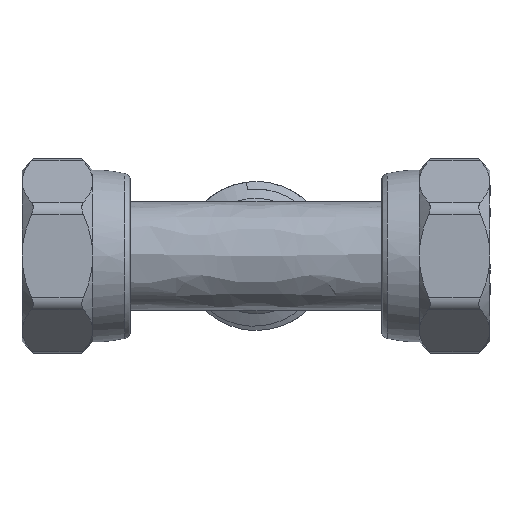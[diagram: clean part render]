
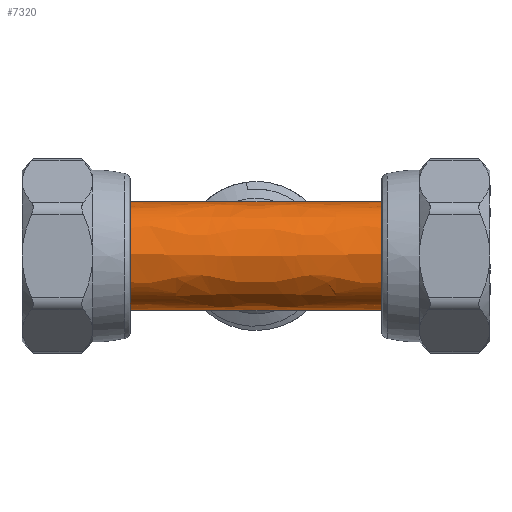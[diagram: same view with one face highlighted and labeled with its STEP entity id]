
A CAD part, front view. The second image highlights one B-rep face of the part: STEP entity #7320.
In plain terms, the highlighted free-form (B-spline) face has degree [2, 1] with [5, 2] control points.
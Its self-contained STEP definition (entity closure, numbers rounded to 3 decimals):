
#6531 = VERTEX_POINT('',#6532);
#6532 = CARTESIAN_POINT('',(-26.783,0.,
    9.066));
#6533 = VERTEX_POINT('',#6534);
#6534 = CARTESIAN_POINT('',(-26.783,0.,-9.066));
#6542 = EDGE_CURVE('',#6531,#6543,#6545,.T.);
#6543 = VERTEX_POINT('',#6544);
#6544 = CARTESIAN_POINT('',(0.,0.,9.066));
#6545 = B_SPLINE_CURVE_WITH_KNOTS('',1,(#6546,#6547),.UNSPECIFIED.,.F.,
  .F.,(2,2),(-6.1,16.5),.PIECEWISE_BEZIER_KNOTS.);
#6546 = CARTESIAN_POINT('',(-26.783,0.,
    9.066));
#6547 = CARTESIAN_POINT('',(0.,0.,9.066));
#6550 = VERTEX_POINT('',#6551);
#6551 = CARTESIAN_POINT('',(0.,0.,-9.066));
#6558 = EDGE_CURVE('',#6533,#6550,#6559,.T.);
#6559 = B_SPLINE_CURVE_WITH_KNOTS('',1,(#6560,#6561),.UNSPECIFIED.,.F.,
  .F.,(2,2),(-6.1,16.5),.PIECEWISE_BEZIER_KNOTS.);
#6560 = CARTESIAN_POINT('',(-26.783,0.,-9.066));
#6561 = CARTESIAN_POINT('',(0.,0.,-9.066));
#6584 = EDGE_CURVE('',#6543,#6585,#6587,.T.);
#6585 = VERTEX_POINT('',#6586);
#6586 = CARTESIAN_POINT('',(26.783,0.,
    9.066));
#6587 = B_SPLINE_CURVE_WITH_KNOTS('',1,(#6588,#6589),.UNSPECIFIED.,.F.,
  .F.,(2,2),(16.5,39.1),.PIECEWISE_BEZIER_KNOTS.);
#6588 = CARTESIAN_POINT('',(0.,0.,9.066));
#6589 = CARTESIAN_POINT('',(26.783,0.,
    9.066));
#6592 = VERTEX_POINT('',#6593);
#6593 = CARTESIAN_POINT('',(26.783,0.,-9.066));
#6601 = EDGE_CURVE('',#6550,#6592,#6602,.T.);
#6602 = B_SPLINE_CURVE_WITH_KNOTS('',1,(#6603,#6604),.UNSPECIFIED.,.F.,
  .F.,(2,2),(16.5,39.1),.PIECEWISE_BEZIER_KNOTS.);
#6603 = CARTESIAN_POINT('',(0.,0.,-9.066));
#6604 = CARTESIAN_POINT('',(26.783,0.,-9.066));
#7320 = ADVANCED_FACE('',(#7321),#7343,.T.);
#7321 = FACE_BOUND('',#7322,.T.);
#7322 = EDGE_LOOP('',(#7323,#7324,#7332,#7333,#7334,#7342));
#7323 = ORIENTED_EDGE('',*,*,#6542,.F.);
#7324 = ORIENTED_EDGE('',*,*,#7325,.F.);
#7325 = EDGE_CURVE('',#6533,#6531,#7326,.T.);
#7326 = ( BOUNDED_CURVE() B_SPLINE_CURVE(2,(#7327,#7328,#7329,#7330,
#7331),.UNSPECIFIED.,.F.,.F.) B_SPLINE_CURVE_WITH_KNOTS((3,2,3),(
    3.142,4.712,6.283),
.PIECEWISE_BEZIER_KNOTS.) CURVE() GEOMETRIC_REPRESENTATION_ITEM() 
RATIONAL_B_SPLINE_CURVE((1.,0.707,1.,0.707,1.)) 
REPRESENTATION_ITEM('') );
#7327 = CARTESIAN_POINT('',(-26.783,0.,
    -9.066));
#7328 = CARTESIAN_POINT('',(-26.783,-9.066,
    -9.066));
#7329 = CARTESIAN_POINT('',(-26.783,-9.066,
    0.));
#7330 = CARTESIAN_POINT('',(-26.783,-9.066,
    9.066));
#7331 = CARTESIAN_POINT('',(-26.783,0.,
    9.066));
#7332 = ORIENTED_EDGE('',*,*,#6558,.T.);
#7333 = ORIENTED_EDGE('',*,*,#6601,.T.);
#7334 = ORIENTED_EDGE('',*,*,#7335,.T.);
#7335 = EDGE_CURVE('',#6592,#6585,#7336,.T.);
#7336 = ( BOUNDED_CURVE() B_SPLINE_CURVE(2,(#7337,#7338,#7339,#7340,
#7341),.UNSPECIFIED.,.F.,.F.) B_SPLINE_CURVE_WITH_KNOTS((3,2,3),(
    3.142,4.712,6.283),
.PIECEWISE_BEZIER_KNOTS.) CURVE() GEOMETRIC_REPRESENTATION_ITEM() 
RATIONAL_B_SPLINE_CURVE((1.,0.707,1.,0.707,1.)) 
REPRESENTATION_ITEM('') );
#7337 = CARTESIAN_POINT('',(26.783,0.,
    -9.066));
#7338 = CARTESIAN_POINT('',(26.783,-9.066,
    -9.066));
#7339 = CARTESIAN_POINT('',(26.783,-9.066,
    0.));
#7340 = CARTESIAN_POINT('',(26.783,-9.066,
    9.066));
#7341 = CARTESIAN_POINT('',(26.783,0.,
    9.066));
#7342 = ORIENTED_EDGE('',*,*,#6584,.F.);
#7343 = ( BOUNDED_SURFACE() B_SPLINE_SURFACE(2,1,(
    (#7344,#7345)
    ,(#7346,#7347)
    ,(#7348,#7349)
    ,(#7350,#7351)
    ,(#7352,#7353
)),.UNSPECIFIED.,.F.,.F.,.F.) B_SPLINE_SURFACE_WITH_KNOTS((3,2,3),(2,2),
  (3.142,4.712,6.283),(-6.1,39.1),
.PIECEWISE_BEZIER_KNOTS.) GEOMETRIC_REPRESENTATION_ITEM() 
RATIONAL_B_SPLINE_SURFACE((
    (1.,1.)
    ,(0.707,0.707)
    ,(1.,1.)
    ,(0.707,0.707)
,(1.,1.))) REPRESENTATION_ITEM('') SURFACE() );
#7344 = CARTESIAN_POINT('',(-26.783,0.,
    9.066));
#7345 = CARTESIAN_POINT('',(26.783,0.,
    9.066));
#7346 = CARTESIAN_POINT('',(-26.783,-9.066,
    9.066));
#7347 = CARTESIAN_POINT('',(26.783,-9.066,
    9.066));
#7348 = CARTESIAN_POINT('',(-26.783,-9.066,
    0.));
#7349 = CARTESIAN_POINT('',(26.783,-9.066,
    0.));
#7350 = CARTESIAN_POINT('',(-26.783,-9.066,
    -9.066));
#7351 = CARTESIAN_POINT('',(26.783,-9.066,
    -9.066));
#7352 = CARTESIAN_POINT('',(-26.783,0.,
    -9.066));
#7353 = CARTESIAN_POINT('',(26.783,0.,
    -9.066));
